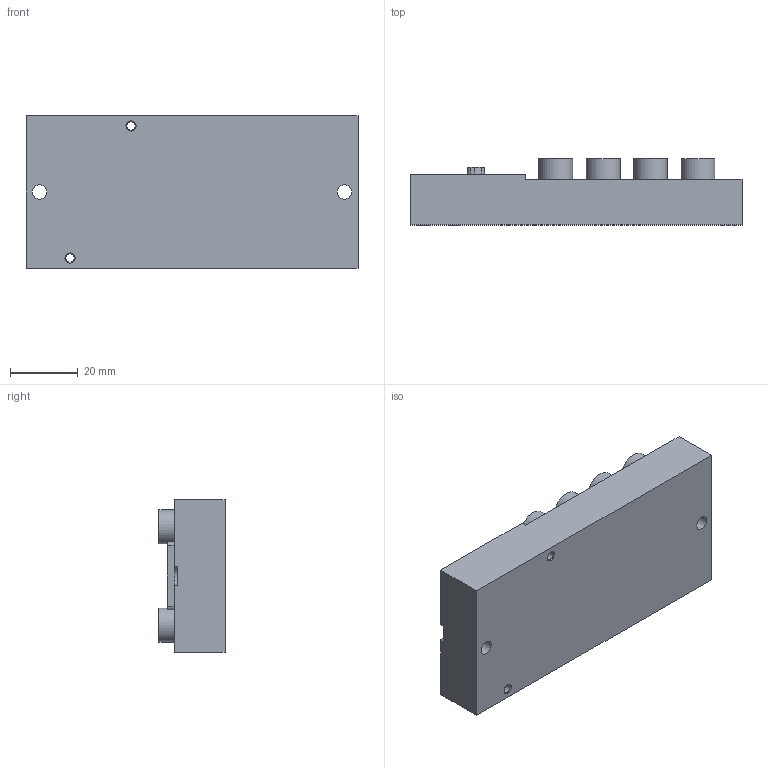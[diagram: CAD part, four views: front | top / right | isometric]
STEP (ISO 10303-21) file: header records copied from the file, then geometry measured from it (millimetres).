
FILE_DESCRIPTION(/* description */ ('STEP AP214'),/* implementation_level */ '2;1');
FILE_NAME(/* name */ '177669_MPV-E_A08-M8',/* time_stamp */ '2024-09-06T20:45:52+02:00',/* author */ ('License CC BY-ND 4.0'),/* organization */ ('CADENAS'),/* preprocessor_version */ 'ST-DEVELOPER v19.3',/* originating_system */ 'PARTsolutions',/* authorisation */ ' ');
FILE_SCHEMA (('AUTOMOTIVE_DESIGN {1 0 10303 214 3 1 1}'));
Length unit declared in the file: millimetre
Products named in the file (1): 177669 MPV-E/A08-M8
Bounding box: 98 x 19.5 x 45 mm (x, y, z)
Volume: 64678.7 mm3; surface area: 16870.4 mm2
Topology: 1 solids, 1 shells, 91 faces, 190 edges, 126 vertices
Faces by surface type: plane 45, cylinder 34, cone 12
Full cylindrical faces by diameter (mm): 2.459 x2, 4.2 x2, 8 x8, 9 x8, 10 x8
Entity records: 2204 total; most frequent: DIRECTION 404, CARTESIAN_POINT 348, ORIENTED_EDGE 280, AXIS2_PLACEMENT_3D 172, EDGE_LOOP 164, FACE_BOUND 164, EDGE_CURVE 140, VERTEX_POINT 116
